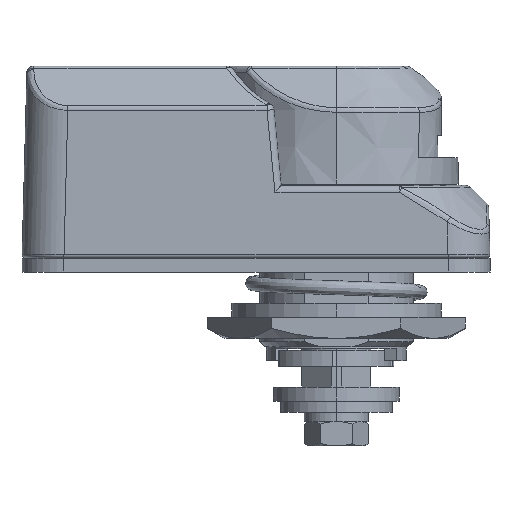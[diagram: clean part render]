
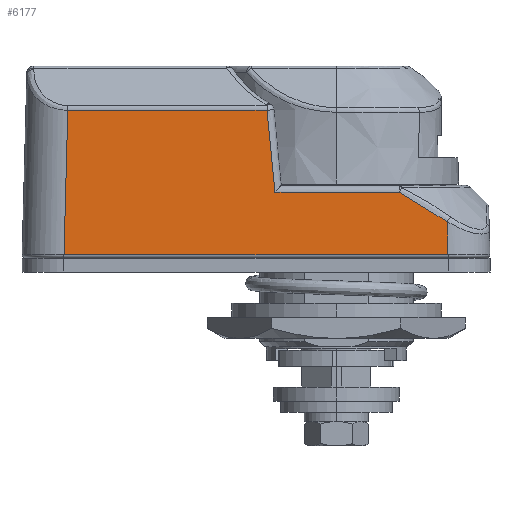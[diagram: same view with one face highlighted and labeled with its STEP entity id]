
A CAD part, left-side view. The second image highlights one B-rep face of the part: STEP entity #6177.
In plain terms, the highlighted planar face has unit normal (-1, 0, 0.026).
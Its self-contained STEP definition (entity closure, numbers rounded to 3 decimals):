
#84 = VECTOR ( 'NONE', #9866, 1000. ) ;
#240 = CARTESIAN_POINT ( 'NONE',  ( -16.946, 9.923, 20.666 ) ) ;
#772 = ORIENTED_EDGE ( 'NONE', *, *, #13377, .T. ) ;
#866 = EDGE_CURVE ( 'NONE', #11965, #9985, #5554, .T. ) ;
#926 = VERTEX_POINT ( 'NONE', #9500 ) ;
#964 = CARTESIAN_POINT ( 'NONE',  ( -16.946, 9.923, 20.666 ) ) ;
#993 = VERTEX_POINT ( 'NONE', #2565 ) ;
#1455 = CARTESIAN_POINT ( 'NONE',  ( -17.269, -10.219, 8.328 ) ) ;
#1506 = EDGE_CURVE ( 'NONE', #9985, #1752, #5821, .T. ) ;
#1656 = VERTEX_POINT ( 'NONE', #12619 ) ;
#1752 = VERTEX_POINT ( 'NONE', #240 ) ;
#2206 = DIRECTION ( 'NONE',  ( -0.026, 0.026, -0.999 ) ) ;
#2565 = CARTESIAN_POINT ( 'NONE',  ( -17.487, -15.989, 0.013 ) ) ;
#2787 = ORIENTED_EDGE ( 'NONE', *, *, #866, .T. ) ;
#2956 = VECTOR ( 'NONE', #15137, 1000. ) ;
#3717 = CARTESIAN_POINT ( 'NONE',  ( -17.253, 8.782, 8.926 ) ) ;
#3939 = DIRECTION ( 'NONE',  ( -1., 0., 0.026 ) ) ;
#4179 = ORIENTED_EDGE ( 'NONE', *, *, #16986, .T. ) ;
#4261 = CARTESIAN_POINT ( 'NONE',  ( -17.504, -16.006, -0.657 ) ) ;
#4571 = CARTESIAN_POINT ( 'NONE',  ( -17.363, -15.865, 4.72 ) ) ;
#4795 = CARTESIAN_POINT ( 'NONE',  ( -16.946, -22., 20.666 ) ) ;
#5048 = VECTOR ( 'NONE', #7538, 1000. ) ;
#5098 = ORIENTED_EDGE ( 'NONE', *, *, #10620, .T. ) ;
#5113 = CARTESIAN_POINT ( 'NONE',  ( -17.151, 9.187, 12.837 ) ) ;
#5487 = CARTESIAN_POINT ( 'NONE',  ( -17.323, -13.658, 6.247 ) ) ;
#5554 = LINE ( 'NONE', #6238, #16895 ) ;
#5821 = B_SPLINE_CURVE_WITH_KNOTS ( 'NONE', 3,
 ( #3717, #5113, #10631, #964 ),
 .UNSPECIFIED., .F., .F.,
 ( 4, 4 ),
 ( -0.001, 0.011 ),
 .UNSPECIFIED. ) ;
#6177 = ADVANCED_FACE ( 'NONE', ( #11330 ), #17591, .T. ) ;
#6238 = CARTESIAN_POINT ( 'NONE',  ( -17.253, -22., 8.926 ) ) ;
#6706 = DIRECTION ( 'NONE',  ( 0.026, 0., 1. ) ) ;
#6861 = CARTESIAN_POINT ( 'NONE',  ( -17.286, -11.383, 7.662 ) ) ;
#7164 = ORIENTED_EDGE ( 'NONE', *, *, #1506, .T. ) ;
#7461 = LINE ( 'NONE', #8058, #2956 ) ;
#7538 = DIRECTION ( 'NONE',  ( 0., 1., 0. ) ) ;
#7627 = VECTOR ( 'NONE', #2206, 1000. ) ;
#7694 = CARTESIAN_POINT ( 'NONE',  ( -17.504, 39.006, -0.657 ) ) ;
#8058 = CARTESIAN_POINT ( 'NONE',  ( -17.487, -22., 0.013 ) ) ;
#8866 = EDGE_LOOP ( 'NONE', ( #13737, #4179, #10597, #772, #2787, #7164, #5098 ) ) ;
#9354 = AXIS2_PLACEMENT_3D ( 'NONE', #17418, #3939, #6706 ) ;
#9500 = CARTESIAN_POINT ( 'NONE',  ( -17.487, 38.989, 0.013 ) ) ;
#9584 = CARTESIAN_POINT ( 'NONE',  ( -17.343, -14.77, 5.497 ) ) ;
#9730 = LINE ( 'NONE', #4261, #84 ) ;
#9866 = DIRECTION ( 'NONE',  ( 0.026, 0.026, 0.999 ) ) ;
#9985 = VERTEX_POINT ( 'NONE', #15352 ) ;
#10413 = EDGE_CURVE ( 'NONE', #993, #13544, #9730, .T. ) ;
#10597 = ORIENTED_EDGE ( 'NONE', *, *, #10413, .T. ) ;
#10620 = EDGE_CURVE ( 'NONE', #1752, #1656, #17025, .T. ) ;
#10631 = CARTESIAN_POINT ( 'NONE',  ( -17.048, 9.564, 16.751 ) ) ;
#11330 = FACE_OUTER_BOUND ( 'NONE', #8866, .T. ) ;
#11965 = VERTEX_POINT ( 'NONE', #13028 ) ;
#12125 = B_SPLINE_CURVE_WITH_KNOTS ( 'NONE', 3,
 ( #17627, #9584, #5487, #6861, #1455, #16433 ),
 .UNSPECIFIED., .F., .F.,
 ( 4, 2, 4 ),
 ( 0., 0.004, 0.008 ),
 .UNSPECIFIED. ) ;
#12132 = LINE ( 'NONE', #7694, #7627 ) ;
#12619 = CARTESIAN_POINT ( 'NONE',  ( -16.946, 38.448, 20.666 ) ) ;
#13028 = CARTESIAN_POINT ( 'NONE',  ( -17.253, -9.014, 8.926 ) ) ;
#13377 = EDGE_CURVE ( 'NONE', #13544, #11965, #12125, .T. ) ;
#13544 = VERTEX_POINT ( 'NONE', #4571 ) ;
#13737 = ORIENTED_EDGE ( 'NONE', *, *, #17740, .T. ) ;
#14255 = DIRECTION ( 'NONE',  ( 0., 1., 0. ) ) ;
#15137 = DIRECTION ( 'NONE',  ( 0., -1., 0. ) ) ;
#15352 = CARTESIAN_POINT ( 'NONE',  ( -17.253, 8.782, 8.926 ) ) ;
#16433 = CARTESIAN_POINT ( 'NONE',  ( -17.253, -9.014, 8.926 ) ) ;
#16895 = VECTOR ( 'NONE', #14255, 1000. ) ;
#16986 = EDGE_CURVE ( 'NONE', #926, #993, #7461, .T. ) ;
#17025 = LINE ( 'NONE', #4795, #5048 ) ;
#17418 = CARTESIAN_POINT ( 'NONE',  ( -17.5, -22., -0.5 ) ) ;
#17591 = PLANE ( 'NONE',  #9354 ) ;
#17627 = CARTESIAN_POINT ( 'NONE',  ( -17.363, -15.865, 4.72 ) ) ;
#17740 = EDGE_CURVE ( 'NONE', #1656, #926, #12132, .T. ) ;
